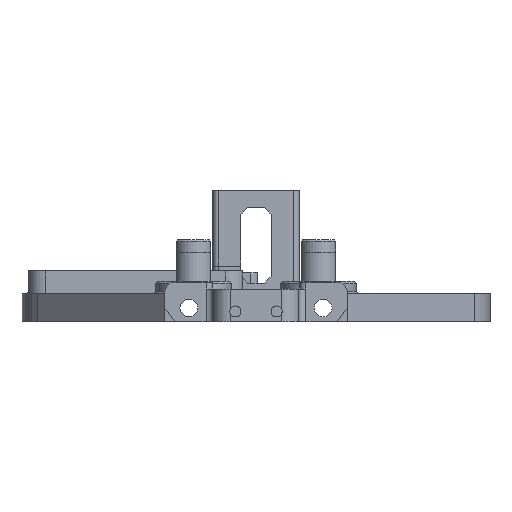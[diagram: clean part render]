
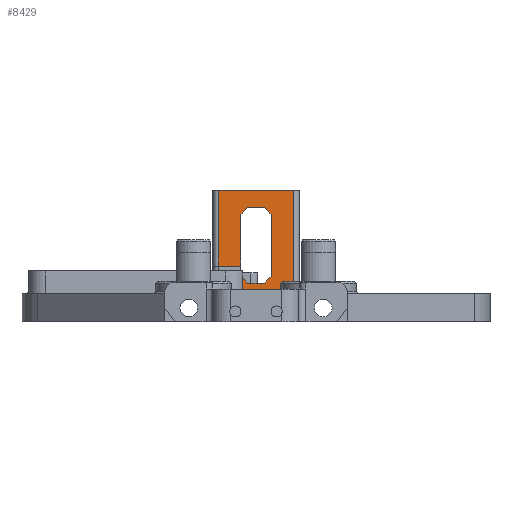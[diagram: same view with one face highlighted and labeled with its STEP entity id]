
A CAD part, front view. The second image highlights one B-rep face of the part: STEP entity #8429.
In plain terms, the highlighted planar face has unit normal (0, -1, 0).
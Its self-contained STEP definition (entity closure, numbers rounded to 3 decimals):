
#1084=FACE_OUTER_BOUND('',#1599,.T.);
#1599=EDGE_LOOP('',(#7715,#7716,#7717,#7718,#7719,#7720,#7721,#7722,#7723,
#7724,#7725,#7726,#7727,#7728));
#1611=LINE('',#11693,#2451);
#1645=LINE('',#11798,#2485);
#1658=LINE('',#11824,#2498);
#1784=LINE('',#12299,#2624);
#1898=LINE('',#12620,#2738);
#1917=LINE('',#12664,#2757);
#1923=LINE('',#12674,#2763);
#1924=LINE('',#12676,#2764);
#1995=LINE('',#12851,#2835);
#2190=LINE('',#13417,#3030);
#2209=LINE('',#13458,#3049);
#2211=LINE('',#13462,#3051);
#2213=LINE('',#13465,#3053);
#2439=LINE('',#14260,#3279);
#2451=VECTOR('',#9261,10.);
#2485=VECTOR('',#9327,10.);
#2498=VECTOR('',#9346,10.);
#2624=VECTOR('',#9652,10.);
#2738=VECTOR('',#9938,10.);
#2757=VECTOR('',#9973,10.);
#2763=VECTOR('',#9983,10.);
#2764=VECTOR('',#9986,10.);
#2835=VECTOR('',#10163,1000.);
#3030=VECTOR('',#10746,10.);
#3049=VECTOR('',#10793,10.);
#3051=VECTOR('',#10797,1000.);
#3053=VECTOR('',#10801,10.);
#3279=VECTOR('',#11659,1000.);
#3291=VERTEX_POINT('',#11690);
#3292=VERTEX_POINT('',#11692);
#3336=VERTEX_POINT('',#11796);
#3337=VERTEX_POINT('',#11797);
#3347=VERTEX_POINT('',#11822);
#3495=VERTEX_POINT('',#12296);
#3496=VERTEX_POINT('',#12298);
#3616=VERTEX_POINT('',#12617);
#3617=VERTEX_POINT('',#12619);
#3634=VERTEX_POINT('',#12663);
#3636=VERTEX_POINT('',#12672);
#3839=VERTEX_POINT('',#13413);
#3847=VERTEX_POINT('',#13457);
#3848=VERTEX_POINT('',#13461);
#4082=EDGE_CURVE('',#3291,#3292,#1611,.T.);
#4129=EDGE_CURVE('',#3336,#3337,#1645,.T.);
#4143=EDGE_CURVE('',#3337,#3347,#1658,.T.);
#4332=EDGE_CURVE('',#3496,#3495,#1784,.T.);
#4493=EDGE_CURVE('',#3616,#3617,#1898,.T.);
#4516=EDGE_CURVE('',#3292,#3634,#1917,.T.);
#4522=EDGE_CURVE('',#3636,#3347,#1923,.T.);
#4523=EDGE_CURVE('',#3636,#3634,#1924,.T.);
#4607=EDGE_CURVE('',#3336,#3616,#1995,.T.);
#4885=EDGE_CURVE('',#3839,#3496,#2190,.T.);
#4904=EDGE_CURVE('',#3839,#3847,#2209,.T.);
#4906=EDGE_CURVE('',#3848,#3847,#2211,.T.);
#4908=EDGE_CURVE('',#3848,#3291,#2213,.T.);
#5288=EDGE_CURVE('',#3495,#3617,#2439,.T.);
#7715=ORIENTED_EDGE('',*,*,#4082,.F.);
#7716=ORIENTED_EDGE('',*,*,#4908,.F.);
#7717=ORIENTED_EDGE('',*,*,#4906,.T.);
#7718=ORIENTED_EDGE('',*,*,#4904,.F.);
#7719=ORIENTED_EDGE('',*,*,#4885,.T.);
#7720=ORIENTED_EDGE('',*,*,#4332,.T.);
#7721=ORIENTED_EDGE('',*,*,#5288,.T.);
#7722=ORIENTED_EDGE('',*,*,#4493,.F.);
#7723=ORIENTED_EDGE('',*,*,#4607,.F.);
#7724=ORIENTED_EDGE('',*,*,#4129,.T.);
#7725=ORIENTED_EDGE('',*,*,#4143,.T.);
#7726=ORIENTED_EDGE('',*,*,#4522,.F.);
#7727=ORIENTED_EDGE('',*,*,#4523,.T.);
#7728=ORIENTED_EDGE('',*,*,#4516,.F.);
#7991=PLANE('',#9235);
#8429=ADVANCED_FACE('',(#1084),#7991,.F.);
#9235=AXIS2_PLACEMENT_3D('',#14261,#11660,#11661);
#9261=DIRECTION('',(0.,0.,1.));
#9327=DIRECTION('',(1.,0.,0.));
#9346=DIRECTION('',(0.,0.,1.));
#9652=DIRECTION('',(1.,0.,0.));
#9938=DIRECTION('',(1.,0.,0.));
#9973=DIRECTION('',(-0.707,0.,0.707));
#9983=DIRECTION('',(-0.707,0.,-0.707));
#9986=DIRECTION('',(1.,0.,0.));
#10163=DIRECTION('',(0.,0.,1.));
#10746=DIRECTION('',(0.,0.,-1.));
#10793=DIRECTION('',(0.707,0.,-0.707));
#10797=DIRECTION('',(-1.,0.,0.));
#10801=DIRECTION('',(0.707,0.,0.707));
#11659=DIRECTION('',(0.,0.,1.));
#11660=DIRECTION('center_axis',(0.,1.,0.));
#11661=DIRECTION('ref_axis',(1.,0.,0.));
#11690=CARTESIAN_POINT('',(8.945,124.,-12.25));
#11692=CARTESIAN_POINT('',(8.945,124.,5.8));
#11693=CARTESIAN_POINT('',(8.945,124.,4.8));
#11796=CARTESIAN_POINT('',(-6.455,124.,-9.25));
#11797=CARTESIAN_POINT('',(0.145,124.,-9.25));
#11798=CARTESIAN_POINT('',(-13.486,124.,-9.25));
#11822=CARTESIAN_POINT('',(0.145,124.,5.8));
#11824=CARTESIAN_POINT('',(0.145,124.,4.688));
#12296=CARTESIAN_POINT('',(15.545,124.,-17.25));
#12298=CARTESIAN_POINT('',(0.732,124.,-17.25));
#12299=CARTESIAN_POINT('',(-10.781,124.,-17.25));
#12617=CARTESIAN_POINT('',(-6.455,124.,12.8));
#12619=CARTESIAN_POINT('',(15.545,124.,12.8));
#12620=CARTESIAN_POINT('',(4.445,124.,12.8));
#12663=CARTESIAN_POINT('',(6.945,124.,7.8));
#12664=CARTESIAN_POINT('',(2.47,124.,12.275));
#12672=CARTESIAN_POINT('',(2.145,124.,7.8));
#12674=CARTESIAN_POINT('',(0.37,124.,6.025));
#12676=CARTESIAN_POINT('',(4.445,124.,7.8));
#12851=CARTESIAN_POINT('',(-6.455,124.,12.8));
#13413=CARTESIAN_POINT('',(0.732,124.,-12.837));
#13417=CARTESIAN_POINT('',(0.732,124.,0.375));
#13457=CARTESIAN_POINT('',(2.145,124.,-14.25));
#13458=CARTESIAN_POINT('',(-8.942,124.,-3.162));
#13461=CARTESIAN_POINT('',(6.945,124.,-14.25));
#13462=CARTESIAN_POINT('',(-1.655,124.,-14.25));
#13465=CARTESIAN_POINT('',(11.782,124.,-9.412));
#14260=CARTESIAN_POINT('',(15.545,124.,18.));
#14261=CARTESIAN_POINT('Origin',(-7.955,124.,18.));
